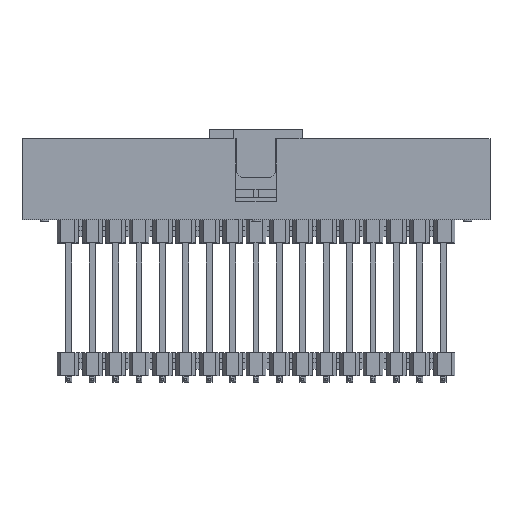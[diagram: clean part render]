
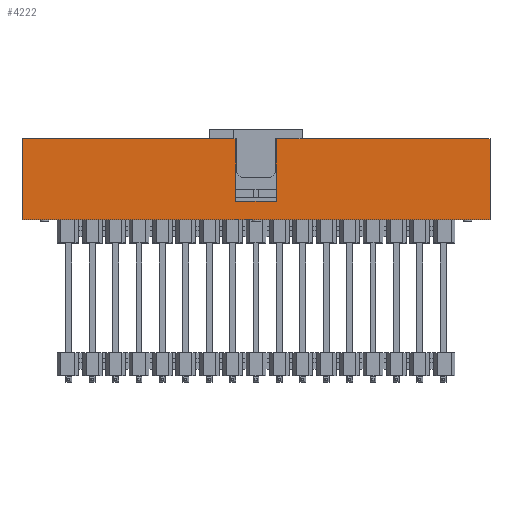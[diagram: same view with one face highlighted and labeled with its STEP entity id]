
A CAD part, top view. The second image highlights one B-rep face of the part: STEP entity #4222.
In plain terms, the highlighted planar face has unit normal (0, 0, 1).
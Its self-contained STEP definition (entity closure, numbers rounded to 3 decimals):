
#107=CARTESIAN_POINT('',(36.83,0.17,0.));
#108=VERTEX_POINT('',#107);
#115=CARTESIAN_POINT('',(-13.97,0.17,0.));
#116=VERTEX_POINT('',#115);
#117=CARTESIAN_POINT('',(36.83,0.17,0.));
#118=DIRECTION('',(-1.,0.,0.));
#119=VECTOR('',#118,50.8);
#120=LINE('',#117,#119);
#121=EDGE_CURVE('',#108,#116,#120,.T.);
#2577=CARTESIAN_POINT('',(36.83,8.97,0.));
#2578=VERTEX_POINT('',#2577);
#2585=CARTESIAN_POINT('',(36.83,8.97,0.));
#2586=DIRECTION('',(0.,-1.,0.));
#2587=VECTOR('',#2586,8.8);
#2588=LINE('',#2585,#2587);
#2589=EDGE_CURVE('',#2578,#108,#2588,.T.);
#3996=CARTESIAN_POINT('',(13.63,2.17,0.));
#3997=VERTEX_POINT('',#3996);
#4004=CARTESIAN_POINT('',(13.63,8.97,0.));
#4005=VERTEX_POINT('',#4004);
#4006=CARTESIAN_POINT('',(13.63,2.17,0.));
#4007=DIRECTION('',(0.,1.,0.));
#4008=VECTOR('',#4007,6.8);
#4009=LINE('',#4006,#4008);
#4010=EDGE_CURVE('',#3997,#4005,#4009,.T.);
#4144=CARTESIAN_POINT('',(9.23,8.97,0.));
#4145=VERTEX_POINT('',#4144);
#4152=CARTESIAN_POINT('',(9.23,2.17,0.));
#4153=VERTEX_POINT('',#4152);
#4154=CARTESIAN_POINT('',(9.23,8.97,0.));
#4155=DIRECTION('',(0.,-1.,0.));
#4156=VECTOR('',#4155,6.8);
#4157=LINE('',#4154,#4156);
#4158=EDGE_CURVE('',#4145,#4153,#4157,.T.);
#4181=CARTESIAN_POINT('',(9.23,2.17,0.));
#4182=DIRECTION('',(1.,0.,0.));
#4183=VECTOR('',#4182,4.4);
#4184=LINE('',#4181,#4183);
#4185=EDGE_CURVE('',#4153,#3997,#4184,.T.);
#4190=CARTESIAN_POINT('',(-13.97,0.17,0.));
#4191=DIRECTION('',(1.,0.,0.));
#4192=DIRECTION('',(0.,0.,1.));
#4193=AXIS2_PLACEMENT_3D('',#4190,#4192,#4191);
#4194=PLANE('',#4193);
#4195=CARTESIAN_POINT('',(-13.97,8.97,0.));
#4196=VERTEX_POINT('',#4195);
#4197=CARTESIAN_POINT('',(9.23,8.97,0.));
#4198=DIRECTION('',(-1.,0.,0.));
#4199=VECTOR('',#4198,23.2);
#4200=LINE('',#4197,#4199);
#4201=EDGE_CURVE('',#4145,#4196,#4200,.T.);
#4202=ORIENTED_EDGE('',*,*,#4201,.T.);
#4203=CARTESIAN_POINT('',(-13.97,8.97,0.));
#4204=DIRECTION('',(0.,-1.,0.));
#4205=VECTOR('',#4204,8.8);
#4206=LINE('',#4203,#4205);
#4207=EDGE_CURVE('',#4196,#116,#4206,.T.);
#4208=ORIENTED_EDGE('',*,*,#4207,.T.);
#4209=ORIENTED_EDGE('',*,*,#121,.F.);
#4210=ORIENTED_EDGE('',*,*,#2589,.F.);
#4211=CARTESIAN_POINT('',(36.83,8.97,0.));
#4212=DIRECTION('',(-1.,0.,0.));
#4213=VECTOR('',#4212,23.2);
#4214=LINE('',#4211,#4213);
#4215=EDGE_CURVE('',#2578,#4005,#4214,.T.);
#4216=ORIENTED_EDGE('',*,*,#4215,.T.);
#4217=ORIENTED_EDGE('',*,*,#4010,.F.);
#4218=ORIENTED_EDGE('',*,*,#4185,.F.);
#4219=ORIENTED_EDGE('',*,*,#4158,.F.);
#4220=EDGE_LOOP('',(#4202,#4208,#4209,#4210,#4216,#4217,#4218,#4219));
#4221=FACE_OUTER_BOUND('',#4220,.T.);
#4222=ADVANCED_FACE('',(#4221),#4194,.T.);
